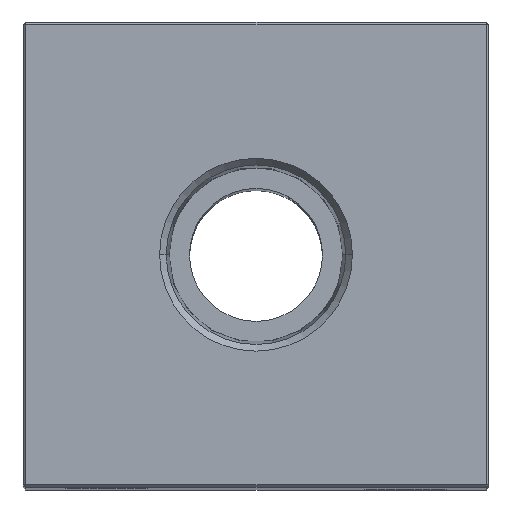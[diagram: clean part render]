
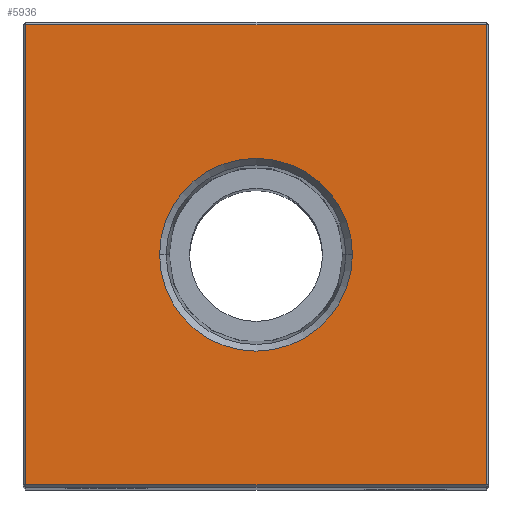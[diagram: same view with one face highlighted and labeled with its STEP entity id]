
A CAD part, top view. The second image highlights one B-rep face of the part: STEP entity #5936.
In plain terms, the highlighted planar face has unit normal (0, 0, 1).
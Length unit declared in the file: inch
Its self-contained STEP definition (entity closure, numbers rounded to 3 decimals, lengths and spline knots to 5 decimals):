
#144 = LINE ( 'NONE', #9782, #24610 ) ;
#305 = LINE ( 'NONE', #9962, #9029 ) ;
#371 = ORIENTED_EDGE ( 'NONE', *, *, #13849, .F. ) ;
#483 = CARTESIAN_POINT ( 'NONE',  ( -0.865, 0.865, 5.5 ) ) ;
#2265 = DIRECTION ( 'NONE',  ( 0., -1., 0. ) ) ;
#4087 = PLANE ( 'NONE',  #4333 ) ;
#4333 = AXIS2_PLACEMENT_3D ( 'NONE', #6784, #16460, #26274 ) ;
#4474 = VECTOR ( 'NONE', #2265, 39.37008 ) ;
#4651 = VERTEX_POINT ( 'NONE', #5773 ) ;
#5773 = CARTESIAN_POINT ( 'NONE',  ( 0.865, 0.865, 5.5 ) ) ;
#5936 = ADVANCED_FACE ( 'NONE', ( #16152, #25973 ), #4087, .F. ) ;
#6784 = CARTESIAN_POINT ( 'NONE',  ( 0., 0., 5.5 ) ) ;
#7605 = CARTESIAN_POINT ( 'NONE',  ( 0.865, 0., 5.5 ) ) ;
#7750 = CARTESIAN_POINT ( 'NONE',  ( -0.3626, 0., 5.5 ) ) ;
#7791 = CARTESIAN_POINT ( 'NONE',  ( 0.3626, 0., 5.5 ) ) ;
#7803 = EDGE_LOOP ( 'NONE', ( #24125, #9546, #9705, #26864 ) ) ;
#7827 = DIRECTION ( 'NONE',  ( 1., 0., 0. ) ) ;
#8557 = VERTEX_POINT ( 'NONE', #7750 ) ;
#9029 = VECTOR ( 'NONE', #19741, 39.37008 ) ;
#9053 = CIRCLE ( 'NONE', #26987, 0.3626 ) ;
#9192 = EDGE_LOOP ( 'NONE', ( #14804, #371 ) ) ;
#9260 = DIRECTION ( 'NONE',  ( 1., 0., 0. ) ) ;
#9546 = ORIENTED_EDGE ( 'NONE', *, *, #22370, .T. ) ;
#9705 = ORIENTED_EDGE ( 'NONE', *, *, #22374, .T. ) ;
#9782 = CARTESIAN_POINT ( 'NONE',  ( 0., 0.865, 5.5 ) ) ;
#9962 = CARTESIAN_POINT ( 'NONE',  ( 0., -0.865, 5.5 ) ) ;
#12568 = VERTEX_POINT ( 'NONE', #483 ) ;
#13458 = CIRCLE ( 'NONE', #31515, 0.3626 ) ;
#13849 = EDGE_CURVE ( 'NONE', #8557, #17647, #13458, .T. ) ;
#14288 = LINE ( 'NONE', #24100, #4474 ) ;
#14804 = ORIENTED_EDGE ( 'NONE', *, *, #22714, .F. ) ;
#16152 = FACE_OUTER_BOUND ( 'NONE', #7803, .T. ) ;
#16460 = DIRECTION ( 'NONE',  ( 0., 0., -1. ) ) ;
#16830 = EDGE_CURVE ( 'NONE', #4651, #12568, #144, .T. ) ;
#17312 = DIRECTION ( 'NONE',  ( 0., 1., 0. ) ) ;
#17514 = VERTEX_POINT ( 'NONE', #25581 ) ;
#17647 = VERTEX_POINT ( 'NONE', #7791 ) ;
#19549 = DIRECTION ( 'NONE',  ( -1., 0., 0. ) ) ;
#19741 = DIRECTION ( 'NONE',  ( 1., 0., 0. ) ) ;
#19973 = CARTESIAN_POINT ( 'NONE',  ( 0., 0., 5.5 ) ) ;
#21432 = CARTESIAN_POINT ( 'NONE',  ( 0., 0., 5.5 ) ) ;
#21851 = CARTESIAN_POINT ( 'NONE',  ( -0.865, -0.865, 5.5 ) ) ;
#22149 = EDGE_CURVE ( 'NONE', #12568, #29477, #14288, .T. ) ;
#22370 = EDGE_CURVE ( 'NONE', #29477, #17514, #305, .T. ) ;
#22374 = EDGE_CURVE ( 'NONE', #17514, #4651, #29590, .T. ) ;
#22714 = EDGE_CURVE ( 'NONE', #17647, #8557, #9053, .T. ) ;
#24100 = CARTESIAN_POINT ( 'NONE',  ( -0.865, 0., 5.5 ) ) ;
#24125 = ORIENTED_EDGE ( 'NONE', *, *, #22149, .T. ) ;
#24610 = VECTOR ( 'NONE', #19549, 39.37008 ) ;
#25581 = CARTESIAN_POINT ( 'NONE',  ( 0.865, -0.865, 5.5 ) ) ;
#25973 = FACE_BOUND ( 'NONE', #9192, .T. ) ;
#26274 = DIRECTION ( 'NONE',  ( -1., 0., 0. ) ) ;
#26864 = ORIENTED_EDGE ( 'NONE', *, *, #16830, .T. ) ;
#26965 = VECTOR ( 'NONE', #17312, 39.37008 ) ;
#26987 = AXIS2_PLACEMENT_3D ( 'NONE', #21432, #31301, #9260 ) ;
#29477 = VERTEX_POINT ( 'NONE', #21851 ) ;
#29590 = LINE ( 'NONE', #7605, #26965 ) ;
#29817 = DIRECTION ( 'NONE',  ( 0., 0., 1. ) ) ;
#31301 = DIRECTION ( 'NONE',  ( 0., 0., 1. ) ) ;
#31515 = AXIS2_PLACEMENT_3D ( 'NONE', #19973, #29817, #7827 ) ;
